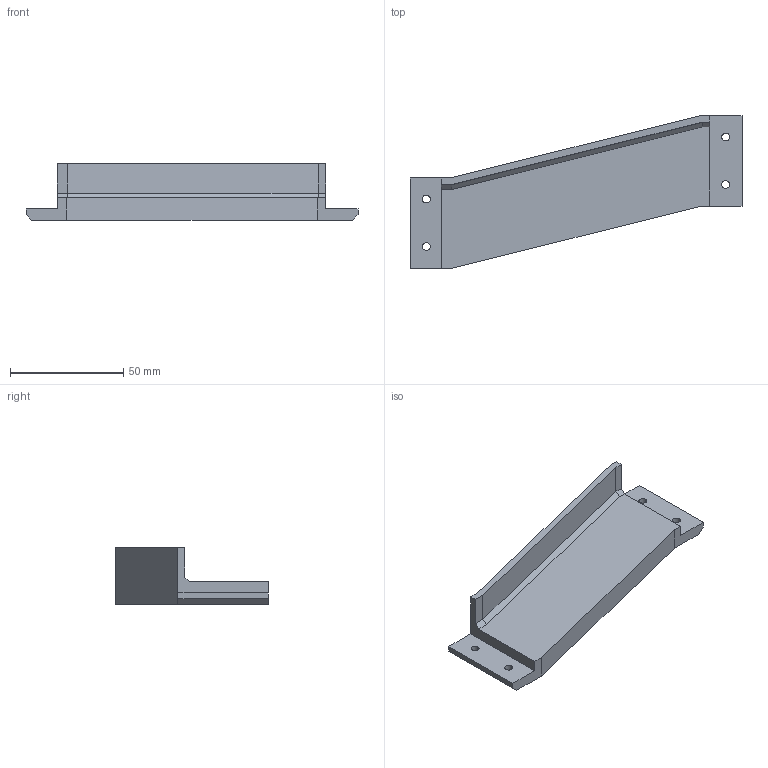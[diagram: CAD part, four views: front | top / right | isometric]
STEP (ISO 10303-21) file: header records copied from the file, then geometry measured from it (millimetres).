
FILE_DESCRIPTION (( 'STEP AP203' ), '1' );
FILE_NAME ('Name Bar-end-OH-3 (Default).STEP', '2021-11-19T22:20:58', ( '' ), ( '' ), 'SwSTEP 2.0', 'SolidWorks 2020', '' );
FILE_SCHEMA (( 'CONFIG_CONTROL_DESIGN' ));
Length unit declared in the file: millimetre
Products named in the file (1): Name Bar-end-OH-3 (Default)
Bounding box: 146.7 x 67.6 x 25 mm (x, y, z)
Volume: 58381.1 mm3; surface area: 18885.6 mm2
Topology: 1 solids, 1 shells, 31 faces, 85 edges, 56 vertices
Faces by surface type: plane 23, cylinder 8
Entity records: 1072 total; most frequent: CARTESIAN_POINT 173, ORIENTED_EDGE 170, DIRECTION 165, EDGE_CURVE 85, LINE 69, VECTOR 69, VERTEX_POINT 56, AXIS2_PLACEMENT_3D 48
